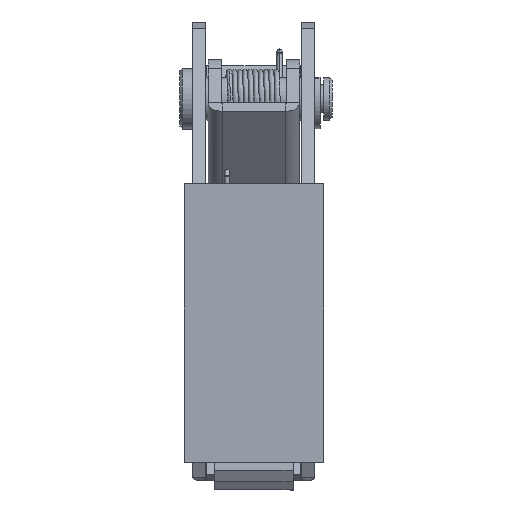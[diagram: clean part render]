
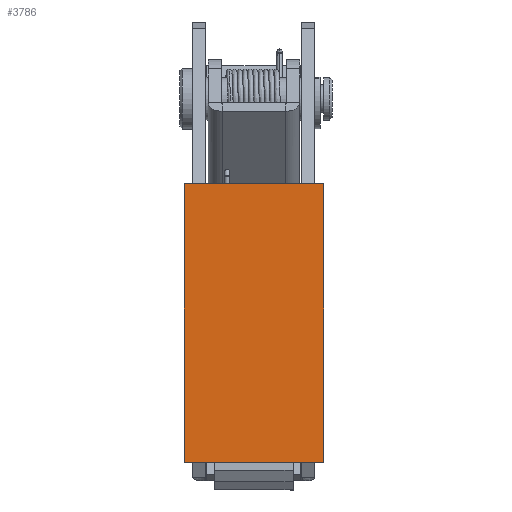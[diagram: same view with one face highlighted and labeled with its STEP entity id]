
A CAD part, front view. The second image highlights one B-rep face of the part: STEP entity #3786.
In plain terms, the highlighted planar face has unit normal (0, -1, 0).
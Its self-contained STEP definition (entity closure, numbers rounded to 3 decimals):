
#43 = PLANE ( 'NONE',  #5853 ) ;
#604 = EDGE_CURVE ( 'NONE', #708, #8626, #7689, .T. ) ;
#708 = VERTEX_POINT ( 'NONE', #9015 ) ;
#1187 = CARTESIAN_POINT ( 'NONE',  ( 20.58, 3.951, 12.456 ) ) ;
#1318 = EDGE_CURVE ( 'NONE', #8626, #15287, #11019, .T. ) ;
#1628 = DIRECTION ( 'NONE',  ( 1., 0., 0. ) ) ;
#1857 = DIRECTION ( 'NONE',  ( 0., 0., -1. ) ) ;
#1937 = ORIENTED_EDGE ( 'NONE', *, *, #604, .F. ) ;
#2801 = CARTESIAN_POINT ( 'NONE',  ( 20.58, 3.951, 44.456 ) ) ;
#2898 = VECTOR ( 'NONE', #1628, 1000. ) ;
#2922 = ORIENTED_EDGE ( 'NONE', *, *, #9139, .F. ) ;
#3786 = ADVANCED_FACE ( 'NONE', ( #4341 ), #43, .T. ) ;
#3871 = DIRECTION ( 'NONE',  ( -1., 0., 0. ) ) ;
#4341 = FACE_OUTER_BOUND ( 'NONE', #16068, .T. ) ;
#4761 = DIRECTION ( 'NONE',  ( 0., 0., 1. ) ) ;
#5853 = AXIS2_PLACEMENT_3D ( 'NONE', #10843, #12673, #1857 ) ;
#6237 = VECTOR ( 'NONE', #18753, 1000. ) ;
#7689 = LINE ( 'NONE', #2801, #2898 ) ;
#8626 = VERTEX_POINT ( 'NONE', #10591 ) ;
#9015 = CARTESIAN_POINT ( 'NONE',  ( 20.58, 3.951, 44.456 ) ) ;
#9139 = EDGE_CURVE ( 'NONE', #17368, #708, #12530, .T. ) ;
#9155 = CARTESIAN_POINT ( 'NONE',  ( 36.58, 3.951, 12.456 ) ) ;
#10591 = CARTESIAN_POINT ( 'NONE',  ( 36.58, 3.951, 44.456 ) ) ;
#10843 = CARTESIAN_POINT ( 'NONE',  ( 36.58, 3.951, 12.456 ) ) ;
#11019 = LINE ( 'NONE', #9155, #6237 ) ;
#11384 = VECTOR ( 'NONE', #4761, 1000. ) ;
#12061 = LINE ( 'NONE', #14689, #16307 ) ;
#12530 = LINE ( 'NONE', #1187, #11384 ) ;
#12673 = DIRECTION ( 'NONE',  ( 0., -1., 0. ) ) ;
#12719 = CARTESIAN_POINT ( 'NONE',  ( 36.58, 3.951, 12.456 ) ) ;
#14689 = CARTESIAN_POINT ( 'NONE',  ( 20.58, 3.951, 12.456 ) ) ;
#15287 = VERTEX_POINT ( 'NONE', #12719 ) ;
#15715 = CARTESIAN_POINT ( 'NONE',  ( 20.58, 3.951, 12.456 ) ) ;
#15836 = EDGE_CURVE ( 'NONE', #15287, #17368, #12061, .T. ) ;
#16068 = EDGE_LOOP ( 'NONE', ( #16382, #16246, #1937, #2922 ) ) ;
#16246 = ORIENTED_EDGE ( 'NONE', *, *, #1318, .F. ) ;
#16307 = VECTOR ( 'NONE', #3871, 1000. ) ;
#16382 = ORIENTED_EDGE ( 'NONE', *, *, #15836, .F. ) ;
#17368 = VERTEX_POINT ( 'NONE', #15715 ) ;
#18753 = DIRECTION ( 'NONE',  ( 0., 0., -1. ) ) ;
